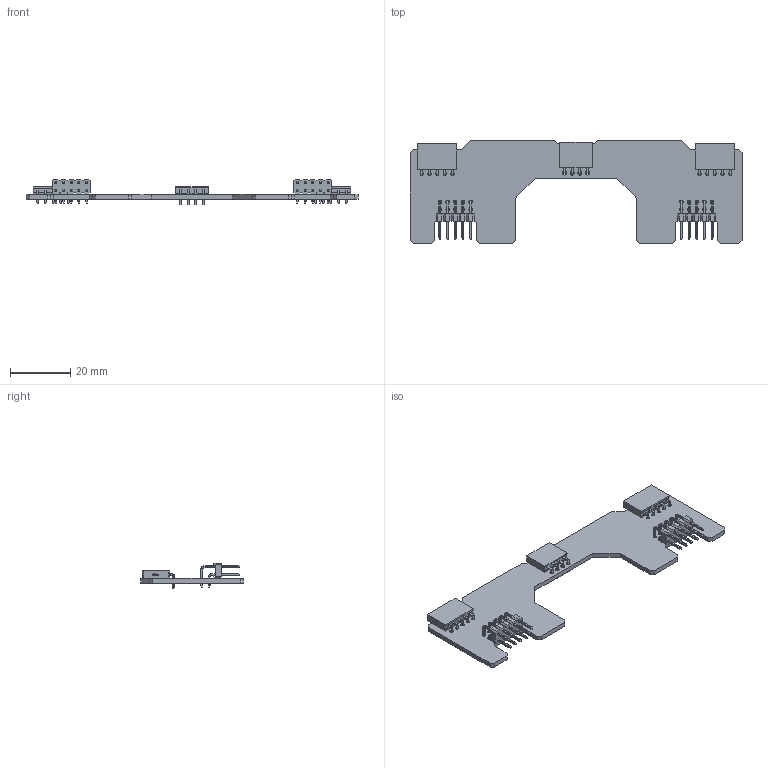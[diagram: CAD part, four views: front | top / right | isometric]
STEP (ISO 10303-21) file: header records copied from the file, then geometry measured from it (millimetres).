
FILE_DESCRIPTION(('KiCad electronic assembly'),'2;1');
FILE_NAME('NB3_eyes.step','2025-01-25T19:16:24',('Pcbnew'),('Kicad'), 'Open CASCADE STEP processor 7.8','KiCad to STEP converter','Unknown' );
FILE_SCHEMA(('AUTOMOTIVE_DESIGN { 1 0 10303 214 1 1 1 1 }'));
Length unit declared in the file: millimetre
Products named in the file (8): NB3_eyes 1; SocketHeader_Female_TH_Side_1x5_C2897387; HDR-TH_5P-P2.54-H-F-W10.0-N; PinHeader_Male_TH_Side_2x5_C60563; Áã¼þ53; SocketHeader_Female_TH_Side_1x4_C5252508; HDR-TH_4P-P2.54-F-WI-1X4P; _autosave-NB3_eyes_PCB
Assembly tree (9 placements, depth 3):
  NB3_eyes 1
    SocketHeader_Female_TH_Side_1x5_C2897387  x2
      HDR-TH_5P-P2.54-H-F-W10.0-N
    PinHeader_Male_TH_Side_2x5_C60563  x2
      Áã¼þ53
    SocketHeader_Female_TH_Side_1x4_C5252508
      HDR-TH_4P-P2.54-F-WI-1X4P
    _autosave-NB3_eyes_PCB
Bounding box: 110 x 34 x 8.5 mm (x, y, z)
Volume: 5040.2 mm3; surface area: 8565.8 mm2
Topology: 6 solids, 6 shells, 2808 faces, 7500 edges, 4908 vertices
Faces by surface type: plane 1852, bspline 534, cylinder 342, torus 80
Full cylindrical faces by diameter (mm): 1.1 x30, 1.3 x4
Entity records: 63791 total; most frequent: CARTESIAN_POINT 15109, ORIENTED_EDGE 8720, DIRECTION 6514, EDGE_CURVE 4360, LINE 3196, VECTOR 3196, VERTEX_POINT 2858, FACE_BOUND 1816
